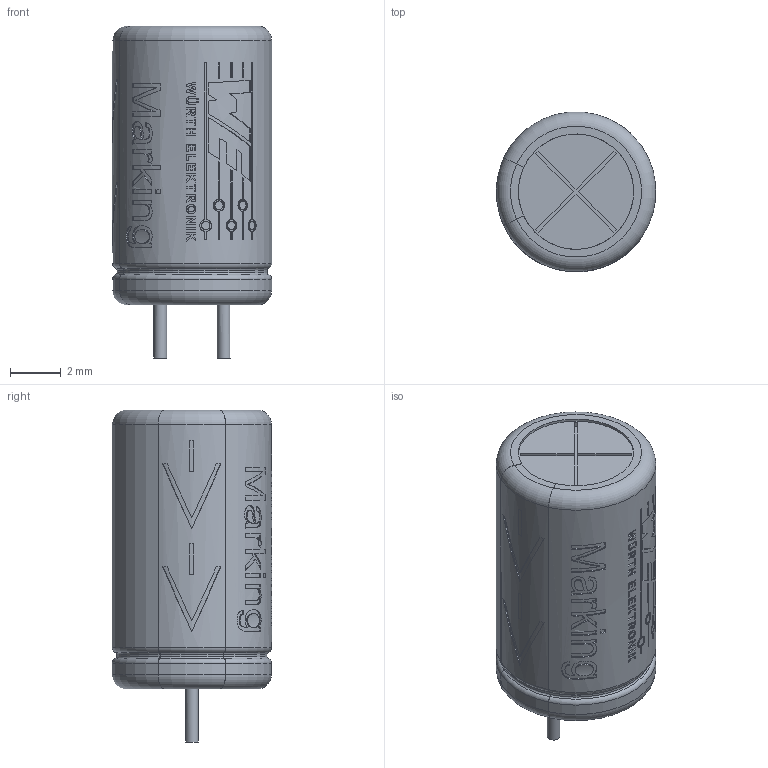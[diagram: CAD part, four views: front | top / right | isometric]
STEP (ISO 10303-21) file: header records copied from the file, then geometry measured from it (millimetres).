
FILE_DESCRIPTION(/* description */ ('Unknown'),/* implementation_level */ '2;1');
FILE_NAME(/* name */ 'WURTH_860020x730xx.stp',/* time_stamp */ '2023-11-22T03:04:03-05:00',/* author */ ('Ishaan'),/* organization */ ('Unknown'),/* preprocessor_version */ 'ST-DEVELOPER v19.2',/* originating_system */ 'Autodesk Inventor 2024',/* authorisation */ ' ');
FILE_SCHEMA (('AUTOMOTIVE_DESIGN { 1 0 10303 214 3 1 1 }'));
Length unit declared in the file: millimetre
Products named in the file (3): Download_STP_860020x730xx (rev1); 1; 2
Assembly tree (2 placements, depth 2):
  Download_STP_860020x730xx (rev1)
    1
    2
Bounding box: 6.28 x 6.29 x 13.09 mm (x, y, z)
Volume: 331.2 mm3; surface area: 802.1 mm2
Topology: 2 solids, 3 shells, 527 faces, 1339 edges, 887 vertices
Faces by surface type: plane 278, bspline 136, cylinder 89, torus 24
Full cylindrical faces by diameter (mm): 0.5 x2, 0.7 x1, 0.875 x1, 1.4 x1, 1.575 x1, 3.5 x1, 3.675 x1, 4.2 x1, 4.375 x1, 4.55 x2, 5.169 x2, 5.716 x1, 5.736 x1, 6.08 x2, 6.1 x2
Entity records: 25569 total; most frequent: CARTESIAN_POINT 12742, ORIENTED_EDGE 2678, DIRECTION 2235, EDGE_CURVE 1339, VERTEX_POINT 887, AXIS2_PLACEMENT_3D 757, LINE 721, VECTOR 721
